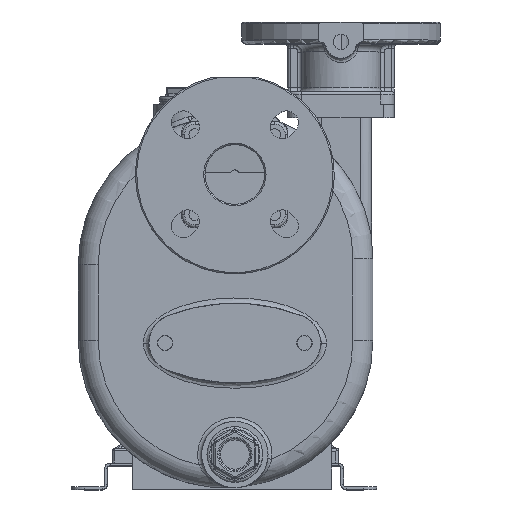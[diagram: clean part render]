
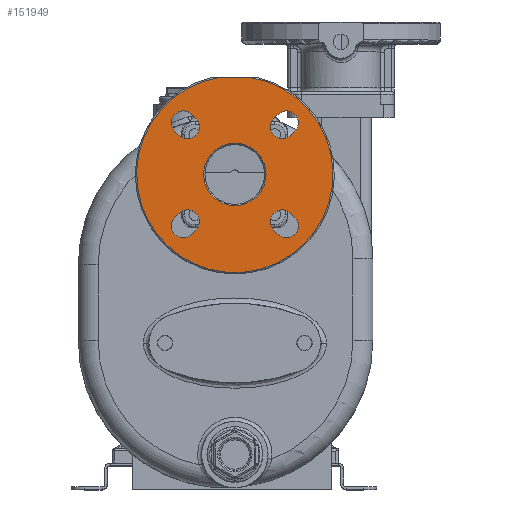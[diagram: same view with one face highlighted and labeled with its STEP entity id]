
A CAD part, top view. The second image highlights one B-rep face of the part: STEP entity #151949.
In plain terms, the highlighted planar face has unit normal (0, 0, 1).
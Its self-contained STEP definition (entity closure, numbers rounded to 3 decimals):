
#58333=CARTESIAN_POINT('',(7.,127.,271.5));
#58334=DIRECTION('',(0.,0.,1.));
#58335=DIRECTION('',(-0.164,0.986,0.));
#58336=AXIS2_PLACEMENT_3D('',#58333,#58334,#58335);
#58359=DIRECTION('',(1.,0.,0.));
#58360=VECTOR('',#58359,24.249);
#58361=CARTESIAN_POINT('',(-5.124,200.,271.5));
#58362=LINE('',#58361,#58360);
#58363=CARTESIAN_POINT('',(7.,127.,271.5));
#58364=DIRECTION('',(0.,0.,1.));
#58365=DIRECTION('',(0.,1.,0.));
#58366=AXIS2_PLACEMENT_3D('',#58363,#58364,#58365);
#58368=CARTESIAN_POINT('',(7.,127.,271.5));
#58369=DIRECTION('',(0.,0.,1.));
#58370=DIRECTION('',(0.,-1.,0.));
#58371=AXIS2_PLACEMENT_3D('',#58368,#58369,#58370);
#58373=DIRECTION('',(0.707,0.707,0.));
#58374=VECTOR('',#58373,4.5);
#58375=CARTESIAN_POINT('',(49.073,156.345,271.5));
#58376=LINE('',#58375,#58374);
#58377=CARTESIAN_POINT('',(45.891,165.891,271.5));
#58378=DIRECTION('',(0.,0.,1.));
#58379=DIRECTION('',(0.707,-0.707,0.));
#58380=AXIS2_PLACEMENT_3D('',#58377,#58378,#58379);
#58382=DIRECTION('',(-0.707,-0.707,0.));
#58383=VECTOR('',#58382,4.5);
#58384=CARTESIAN_POINT('',(39.527,172.255,271.5));
#58385=LINE('',#58384,#58383);
#58386=CARTESIAN_POINT('',(42.709,162.709,271.5));
#58387=DIRECTION('',(0.,0.,1.));
#58388=DIRECTION('',(-0.707,0.707,0.));
#58389=AXIS2_PLACEMENT_3D('',#58386,#58387,#58388);
#58391=DIRECTION('',(-0.707,0.707,0.));
#58392=VECTOR('',#58391,4.5);
#58393=CARTESIAN_POINT('',(-22.345,169.073,271.5));
#58394=LINE('',#58393,#58392);
#58395=CARTESIAN_POINT('',(-31.891,165.891,271.5));
#58396=DIRECTION('',(0.,0.,1.));
#58397=DIRECTION('',(0.707,0.707,0.));
#58398=AXIS2_PLACEMENT_3D('',#58395,#58396,#58397);
#58400=DIRECTION('',(0.707,-0.707,0.));
#58401=VECTOR('',#58400,4.5);
#58402=CARTESIAN_POINT('',(-38.255,159.527,271.5));
#58403=LINE('',#58402,#58401);
#58404=CARTESIAN_POINT('',(-28.709,162.709,271.5));
#58405=DIRECTION('',(0.,0.,1.));
#58406=DIRECTION('',(-0.707,-0.707,0.));
#58407=AXIS2_PLACEMENT_3D('',#58404,#58405,#58406);
#58409=DIRECTION('',(-0.707,-0.707,0.));
#58410=VECTOR('',#58409,4.5);
#58411=CARTESIAN_POINT('',(-35.073,97.655,271.5));
#58412=LINE('',#58411,#58410);
#58413=CARTESIAN_POINT('',(-31.891,88.109,271.5));
#58414=DIRECTION('',(0.,0.,1.));
#58415=DIRECTION('',(-0.707,0.707,0.));
#58416=AXIS2_PLACEMENT_3D('',#58413,#58414,#58415);
#58418=DIRECTION('',(0.707,0.707,0.));
#58419=VECTOR('',#58418,4.5);
#58420=CARTESIAN_POINT('',(-25.527,81.745,271.5));
#58421=LINE('',#58420,#58419);
#58422=CARTESIAN_POINT('',(-28.709,91.291,271.5));
#58423=DIRECTION('',(0.,0.,1.));
#58424=DIRECTION('',(0.707,-0.707,0.));
#58425=AXIS2_PLACEMENT_3D('',#58422,#58423,#58424);
#58427=DIRECTION('',(0.707,-0.707,0.));
#58428=VECTOR('',#58427,4.5);
#58429=CARTESIAN_POINT('',(36.345,84.927,271.5));
#58430=LINE('',#58429,#58428);
#58431=CARTESIAN_POINT('',(45.891,88.109,271.5));
#58432=DIRECTION('',(0.,0.,1.));
#58433=DIRECTION('',(-0.707,-0.707,0.));
#58434=AXIS2_PLACEMENT_3D('',#58431,#58432,#58433);
#58436=DIRECTION('',(-0.707,0.707,0.));
#58437=VECTOR('',#58436,4.5);
#58438=CARTESIAN_POINT('',(52.255,94.473,271.5));
#58439=LINE('',#58438,#58437);
#58440=CARTESIAN_POINT('',(42.709,91.291,271.5));
#58441=DIRECTION('',(0.,0.,1.));
#58442=DIRECTION('',(0.707,0.707,0.));
#58443=AXIS2_PLACEMENT_3D('',#58440,#58441,#58442);
#73784=CARTESIAN_POINT('',(49.073,156.345,271.5));
#73785=CARTESIAN_POINT('',(52.255,159.527,271.5));
#73786=VERTEX_POINT('',#73784);
#73787=VERTEX_POINT('',#73785);
#73788=CARTESIAN_POINT('',(39.527,172.255,271.5));
#73789=VERTEX_POINT('',#73788);
#73790=CARTESIAN_POINT('',(36.345,169.073,271.5));
#73791=VERTEX_POINT('',#73790);
#73800=CARTESIAN_POINT('',(-22.345,169.073,271.5));
#73801=CARTESIAN_POINT('',(-25.527,172.255,271.5));
#73802=VERTEX_POINT('',#73800);
#73803=VERTEX_POINT('',#73801);
#73804=CARTESIAN_POINT('',(-38.255,159.527,271.5));
#73805=VERTEX_POINT('',#73804);
#73806=CARTESIAN_POINT('',(-35.073,156.345,271.5));
#73807=VERTEX_POINT('',#73806);
#73816=CARTESIAN_POINT('',(-35.073,97.655,271.5));
#73817=CARTESIAN_POINT('',(-38.255,94.473,271.5));
#73818=VERTEX_POINT('',#73816);
#73819=VERTEX_POINT('',#73817);
#73820=CARTESIAN_POINT('',(-25.527,81.745,271.5));
#73821=VERTEX_POINT('',#73820);
#73822=CARTESIAN_POINT('',(-22.345,84.927,271.5));
#73823=VERTEX_POINT('',#73822);
#73832=CARTESIAN_POINT('',(36.345,84.927,271.5));
#73833=CARTESIAN_POINT('',(39.527,81.745,271.5));
#73834=VERTEX_POINT('',#73832);
#73835=VERTEX_POINT('',#73833);
#73836=CARTESIAN_POINT('',(52.255,94.473,271.5));
#73837=VERTEX_POINT('',#73836);
#73838=CARTESIAN_POINT('',(49.073,97.655,271.5));
#73839=VERTEX_POINT('',#73838);
#73848=CARTESIAN_POINT('',(-5.124,200.,271.5));
#73849=CARTESIAN_POINT('',(19.124,200.,271.5));
#73850=VERTEX_POINT('',#73848);
#73851=VERTEX_POINT('',#73849);
#74038=CARTESIAN_POINT('',(7.,150.5,271.5));
#74039=CARTESIAN_POINT('',(7.,103.5,271.5));
#74040=VERTEX_POINT('',#74038);
#74041=VERTEX_POINT('',#74039);
#151894=CARTESIAN_POINT('',(7.,127.,271.5));
#151895=DIRECTION('',(0.,0.,1.));
#151896=DIRECTION('',(0.,-1.,0.));
#151897=AXIS2_PLACEMENT_3D('',#151894,#151895,#151896);
#151898=PLANE('',#151897);
#151899=ORIENTED_EDGE('',*,*,#151869,.T.);
#151900=ORIENTED_EDGE('',*,*,#151885,.F.);
#151901=EDGE_LOOP('',(#151899,#151900));
#151902=FACE_OUTER_BOUND('',#151901,.F.);
#151904=ORIENTED_EDGE('',*,*,#151903,.T.);
#151906=ORIENTED_EDGE('',*,*,#151905,.T.);
#151907=EDGE_LOOP('',(#151904,#151906));
#151908=FACE_BOUND('',#151907,.F.);
#151910=ORIENTED_EDGE('',*,*,#151909,.T.);
#151912=ORIENTED_EDGE('',*,*,#151911,.T.);
#151914=ORIENTED_EDGE('',*,*,#151913,.T.);
#151916=ORIENTED_EDGE('',*,*,#151915,.T.);
#151917=EDGE_LOOP('',(#151910,#151912,#151914,#151916));
#151918=FACE_BOUND('',#151917,.F.);
#151920=ORIENTED_EDGE('',*,*,#151919,.T.);
#151922=ORIENTED_EDGE('',*,*,#151921,.T.);
#151924=ORIENTED_EDGE('',*,*,#151923,.T.);
#151926=ORIENTED_EDGE('',*,*,#151925,.T.);
#151927=EDGE_LOOP('',(#151920,#151922,#151924,#151926));
#151928=FACE_BOUND('',#151927,.F.);
#151930=ORIENTED_EDGE('',*,*,#151929,.T.);
#151932=ORIENTED_EDGE('',*,*,#151931,.T.);
#151934=ORIENTED_EDGE('',*,*,#151933,.T.);
#151936=ORIENTED_EDGE('',*,*,#151935,.T.);
#151937=EDGE_LOOP('',(#151930,#151932,#151934,#151936));
#151938=FACE_BOUND('',#151937,.F.);
#151940=ORIENTED_EDGE('',*,*,#151939,.T.);
#151942=ORIENTED_EDGE('',*,*,#151941,.T.);
#151944=ORIENTED_EDGE('',*,*,#151943,.T.);
#151946=ORIENTED_EDGE('',*,*,#151945,.T.);
#151947=EDGE_LOOP('',(#151940,#151942,#151944,#151946));
#151948=FACE_BOUND('',#151947,.F.);
#151949=ADVANCED_FACE('',(#151902,#151908,#151918,#151928,#151938,#151948),
#151898,.T.);
#58337=CIRCLE('',#58336,74.);
#58367=CIRCLE('',#58366,23.5);
#58372=CIRCLE('',#58371,23.5);
#58381=CIRCLE('',#58380,9.);
#58390=CIRCLE('',#58389,9.);
#58399=CIRCLE('',#58398,9.);
#58408=CIRCLE('',#58407,9.);
#58417=CIRCLE('',#58416,9.);
#58426=CIRCLE('',#58425,9.);
#58435=CIRCLE('',#58434,9.);
#58444=CIRCLE('',#58443,9.);
#151869=EDGE_CURVE('',#73850,#73851,#58362,.T.);
#151885=EDGE_CURVE('',#73850,#73851,#58337,.T.);
#151903=EDGE_CURVE('',#74040,#74041,#58367,.T.);
#151905=EDGE_CURVE('',#74041,#74040,#58372,.T.);
#151909=EDGE_CURVE('',#73786,#73787,#58376,.T.);
#151911=EDGE_CURVE('',#73787,#73789,#58381,.T.);
#151913=EDGE_CURVE('',#73789,#73791,#58385,.T.);
#151915=EDGE_CURVE('',#73791,#73786,#58390,.T.);
#151919=EDGE_CURVE('',#73802,#73803,#58394,.T.);
#151921=EDGE_CURVE('',#73803,#73805,#58399,.T.);
#151923=EDGE_CURVE('',#73805,#73807,#58403,.T.);
#151925=EDGE_CURVE('',#73807,#73802,#58408,.T.);
#151929=EDGE_CURVE('',#73818,#73819,#58412,.T.);
#151931=EDGE_CURVE('',#73819,#73821,#58417,.T.);
#151933=EDGE_CURVE('',#73821,#73823,#58421,.T.);
#151935=EDGE_CURVE('',#73823,#73818,#58426,.T.);
#151939=EDGE_CURVE('',#73834,#73835,#58430,.T.);
#151941=EDGE_CURVE('',#73835,#73837,#58435,.T.);
#151943=EDGE_CURVE('',#73837,#73839,#58439,.T.);
#151945=EDGE_CURVE('',#73839,#73834,#58444,.T.);
